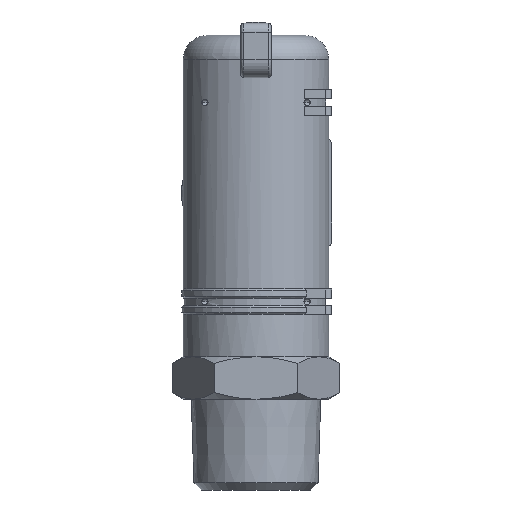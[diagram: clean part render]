
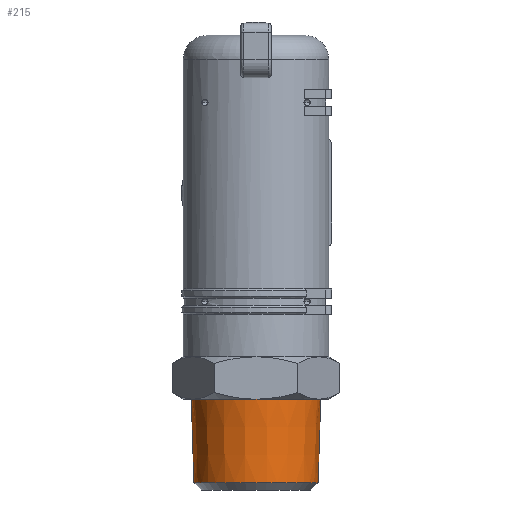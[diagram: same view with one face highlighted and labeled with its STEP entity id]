
A CAD part, front view. The second image highlights one B-rep face of the part: STEP entity #215.
In plain terms, the highlighted conical face has half-angle 1.795 degrees and reference radius 10.455 mm.
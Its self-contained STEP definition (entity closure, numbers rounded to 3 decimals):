
#143=CARTESIAN_POINT('',(10.258,-8.65,-37.451));
#144=VERTEX_POINT('',#143);
#160=CARTESIAN_POINT('',(-10.258,-8.65,-37.451));
#161=VERTEX_POINT('',#160);
#178=CARTESIAN_POINT('',(0.,-8.65,-31.15));
#179=DIRECTION('',(0.0,0.,1.0));
#180=DIRECTION('',(-1.0,0.0,0.0));
#181=AXIS2_PLACEMENT_3D('',#178,#179,#180);
#182=CONICAL_SURFACE('',#181,10.455,1.795);
#183=CARTESIAN_POINT('',(-10.69,-8.65,-23.65));
#184=VERTEX_POINT('',#183);
#185=CARTESIAN_POINT('',(-10.258,-8.65,-37.451));
#186=DIRECTION('',(-0.031,0.,1.));
#187=VECTOR('',#186,13.807);
#188=LINE('',#185,#187);
#189=EDGE_CURVE('',#161,#184,#188,.T.);
#190=ORIENTED_EDGE('',*,*,#189,.F.);
#191=CARTESIAN_POINT('',(0.,-8.65,-37.451));
#192=DIRECTION('',(0.0,0.0,-1.0));
#193=DIRECTION('',(1.0,0.0,0.0));
#194=AXIS2_PLACEMENT_3D('',#191,#192,#193);
#195=CIRCLE('',#194,10.258);
#196=EDGE_CURVE('',#144,#161,#195,.T.);
#197=ORIENTED_EDGE('',*,*,#196,.F.);
#198=CARTESIAN_POINT('',(10.69,-8.65,-23.65));
#199=VERTEX_POINT('',#198);
#200=CARTESIAN_POINT('',(10.258,-8.65,-37.451));
#201=DIRECTION('',(0.031,0.0,1.));
#202=VECTOR('',#201,13.807);
#203=LINE('',#200,#202);
#204=EDGE_CURVE('',#144,#199,#203,.T.);
#205=ORIENTED_EDGE('',*,*,#204,.T.);
#206=CARTESIAN_POINT('',(0.0,-8.65,-23.65));
#207=DIRECTION('',(0.0,0.0,1.0));
#208=DIRECTION('',(1.0,0.0,0.0));
#209=AXIS2_PLACEMENT_3D('',#206,#207,#208);
#210=CIRCLE('',#209,10.69);
#211=EDGE_CURVE('',#184,#199,#210,.T.);
#212=ORIENTED_EDGE('',*,*,#211,.F.);
#213=EDGE_LOOP('',(#190,#197,#205,#212));
#214=FACE_OUTER_BOUND('',#213,.T.);
#215=ADVANCED_FACE('',(#214),#182,.T.);
